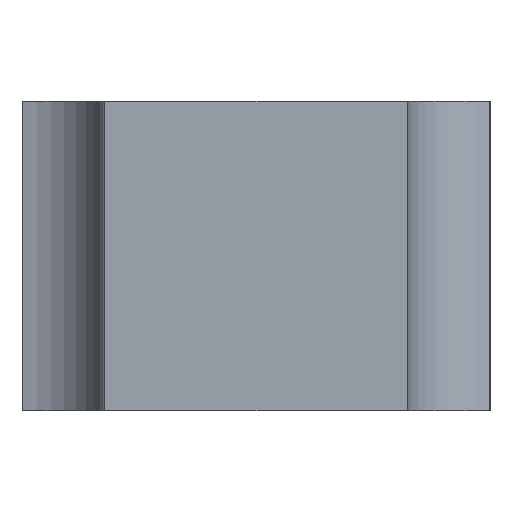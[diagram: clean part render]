
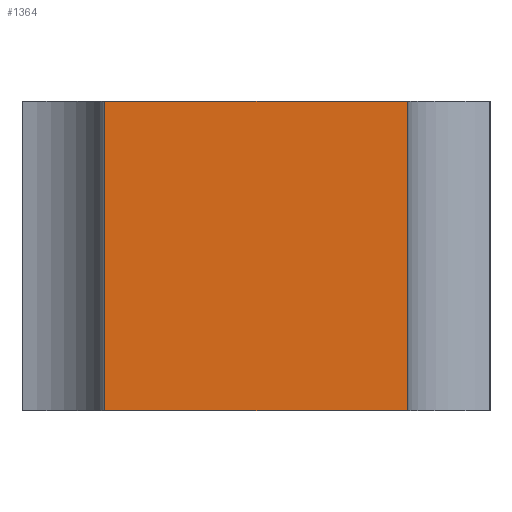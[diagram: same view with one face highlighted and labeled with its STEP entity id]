
A CAD part, left-side view. The second image highlights one B-rep face of the part: STEP entity #1364.
In plain terms, the highlighted planar face has unit normal (-1, 0, 0).
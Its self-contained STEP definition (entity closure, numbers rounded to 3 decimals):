
#1108=VERTEX_POINT('NONE',#3134);
#1364=ADVANCED_FACE('NONE',(#3430),#3431,.F.);
#1798=EDGE_CURVE('NONE',#2070,#2854,#3917,.T.);
#2064=VERTEX_POINT('NONE',#4212);
#2070=VERTEX_POINT('NONE',#4218);
#2854=VERTEX_POINT('NONE',#5108);
#2868=EDGE_CURVE('NONE',#2064,#2070,#5123,.T.);
#2890=EDGE_CURVE('NONE',#2064,#1108,#5149,.T.);
#3004=EDGE_CURVE('NONE',#1108,#2854,#5310,.T.);
#3134=CARTESIAN_POINT('',(-130.0,22.0,0.0));
#3430=FACE_OUTER_BOUND('',#5843,.T.);
#3431=PLANE('',#5844);
#3917=LINE('',#6482,#6483);
#4212=CARTESIAN_POINT('',(-130.0,-22.0,0.0));
#4218=CARTESIAN_POINT('',(-130.0,-22.0,-45.0));
#5108=CARTESIAN_POINT('',(-130.0,22.0,-45.0));
#5123=LINE('',#8040,#8041);
#5149=LINE('',#8074,#8075);
#5310=LINE('',#8275,#8276);
#5843=EDGE_LOOP('',(#8806,#8807,#8808,#8809));
#5844=AXIS2_PLACEMENT_3D('',#8810,#8811,#8812);
#6482=CARTESIAN_POINT('',(-130.0,-34.0,-45.0));
#6483=VECTOR('',#9409,1000.0);
#8040=CARTESIAN_POINT('',(-130.0,-22.0,0.0));
#8041=VECTOR('',#10858,1000.0);
#8074=CARTESIAN_POINT('',(-130.0,-34.0,0.0));
#8075=VECTOR('',#10890,1000.0);
#8275=CARTESIAN_POINT('',(-130.0,22.0,0.0));
#8276=VECTOR('',#11149,1000.0);
#8806=ORIENTED_EDGE('',*,*,#1798,.F.);
#8807=ORIENTED_EDGE('',*,*,#2868,.F.);
#8808=ORIENTED_EDGE('',*,*,#2890,.T.);
#8809=ORIENTED_EDGE('',*,*,#3004,.T.);
#8810=CARTESIAN_POINT('',(-130.0,-34.0,-45.0));
#8811=DIRECTION('',(1.0,0.0,0.0));
#8812=DIRECTION('',(0.0,-1.0,0.0));
#9409=DIRECTION('',(0.0,1.0,0.0));
#10858=DIRECTION('',(0.0,0.0,-1.0));
#10890=DIRECTION('',(0.0,1.0,0.0));
#11149=DIRECTION('',(0.0,0.0,-1.0));
